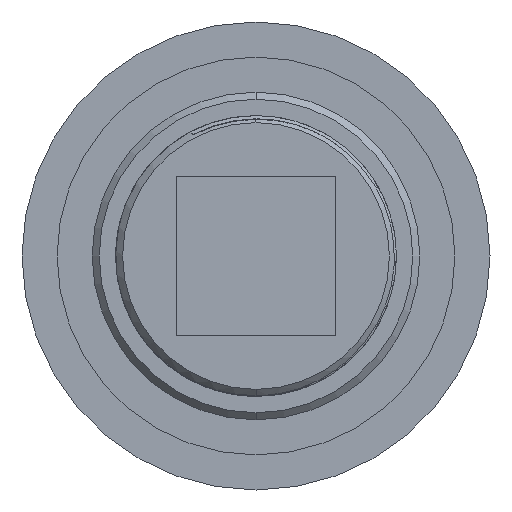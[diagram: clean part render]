
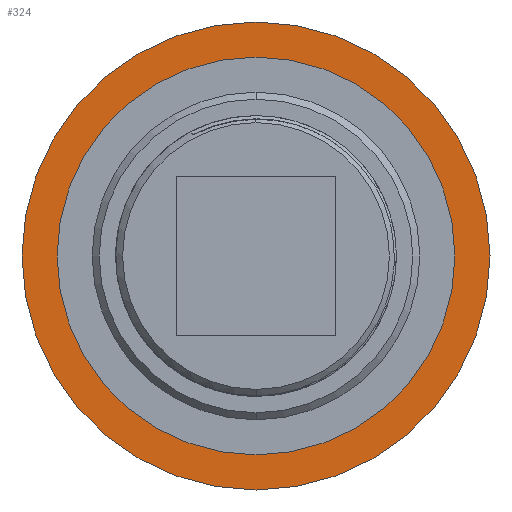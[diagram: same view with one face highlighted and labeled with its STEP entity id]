
A CAD part, front view. The second image highlights one B-rep face of the part: STEP entity #324.
In plain terms, the highlighted planar face has unit normal (0, -1, 0).
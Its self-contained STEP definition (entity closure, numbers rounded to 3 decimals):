
#118 = AXIS2_PLACEMENT_3D ( 'NONE', #5720, #4812, #1882 ) ;
#324 = ADVANCED_FACE ( 'NONE', ( #514, #3371 ), #5218, .F. ) ;
#396 = VERTEX_POINT ( 'NONE', #5750 ) ;
#514 = FACE_BOUND ( 'NONE', #6068, .T. ) ;
#518 = EDGE_CURVE ( 'NONE', #5178, #396, #2505, .T. ) ;
#657 = AXIS2_PLACEMENT_3D ( 'NONE', #779, #5171, #6042 ) ;
#713 = CARTESIAN_POINT ( 'NONE',  ( 0., 10., 0. ) ) ;
#779 = CARTESIAN_POINT ( 'NONE',  ( 0., 10., 0. ) ) ;
#1206 = EDGE_CURVE ( 'NONE', #396, #5178, #5004, .T. ) ;
#1403 = CARTESIAN_POINT ( 'NONE',  ( 0., 10., 10. ) ) ;
#1611 = AXIS2_PLACEMENT_3D ( 'NONE', #5814, #5406, #2534 ) ;
#1758 = EDGE_LOOP ( 'NONE', ( #2236, #4735 ) ) ;
#1882 = DIRECTION ( 'NONE',  ( 0., 0., 1. ) ) ;
#2083 = CARTESIAN_POINT ( 'NONE',  ( 0., 10., -10. ) ) ;
#2132 = CIRCLE ( 'NONE', #657, 10. ) ;
#2236 = ORIENTED_EDGE ( 'NONE', *, *, #3028, .F. ) ;
#2505 = CIRCLE ( 'NONE', #1611, 8.5 ) ;
#2534 = DIRECTION ( 'NONE',  ( 0., 0., -1. ) ) ;
#2658 = ORIENTED_EDGE ( 'NONE', *, *, #1206, .F. ) ;
#2725 = CIRCLE ( 'NONE', #4317, 10. ) ;
#2727 = EDGE_CURVE ( 'NONE', #3892, #5564, #2725, .T. ) ;
#2978 = DIRECTION ( 'NONE',  ( 0., 1., 0. ) ) ;
#3028 = EDGE_CURVE ( 'NONE', #5564, #3892, #2132, .T. ) ;
#3308 = CARTESIAN_POINT ( 'NONE',  ( 0., 10., 0. ) ) ;
#3345 = ORIENTED_EDGE ( 'NONE', *, *, #518, .F. ) ;
#3371 = FACE_OUTER_BOUND ( 'NONE', #1758, .T. ) ;
#3597 = AXIS2_PLACEMENT_3D ( 'NONE', #3308, #3799, #5717 ) ;
#3799 = DIRECTION ( 'NONE',  ( 0., -1., 0. ) ) ;
#3892 = VERTEX_POINT ( 'NONE', #1403 ) ;
#4317 = AXIS2_PLACEMENT_3D ( 'NONE', #713, #2978, #4892 ) ;
#4496 = CARTESIAN_POINT ( 'NONE',  ( 0., 10., 8.5 ) ) ;
#4735 = ORIENTED_EDGE ( 'NONE', *, *, #2727, .F. ) ;
#4812 = DIRECTION ( 'NONE',  ( 0., 1., 0. ) ) ;
#4892 = DIRECTION ( 'NONE',  ( 0., 0., 1. ) ) ;
#5004 = CIRCLE ( 'NONE', #3597, 8.5 ) ;
#5171 = DIRECTION ( 'NONE',  ( 0., 1., 0. ) ) ;
#5178 = VERTEX_POINT ( 'NONE', #4496 ) ;
#5218 = PLANE ( 'NONE',  #118 ) ;
#5406 = DIRECTION ( 'NONE',  ( 0., -1., 0. ) ) ;
#5564 = VERTEX_POINT ( 'NONE', #2083 ) ;
#5717 = DIRECTION ( 'NONE',  ( 0., 0., -1. ) ) ;
#5720 = CARTESIAN_POINT ( 'NONE',  ( 0., 10., 0. ) ) ;
#5750 = CARTESIAN_POINT ( 'NONE',  ( 0., 10., -8.5 ) ) ;
#5814 = CARTESIAN_POINT ( 'NONE',  ( 0., 10., 0. ) ) ;
#6042 = DIRECTION ( 'NONE',  ( 0., 0., 1. ) ) ;
#6068 = EDGE_LOOP ( 'NONE', ( #2658, #3345 ) ) ;
